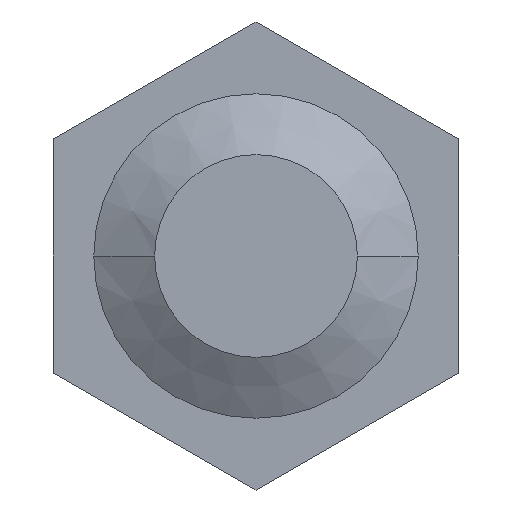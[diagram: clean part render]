
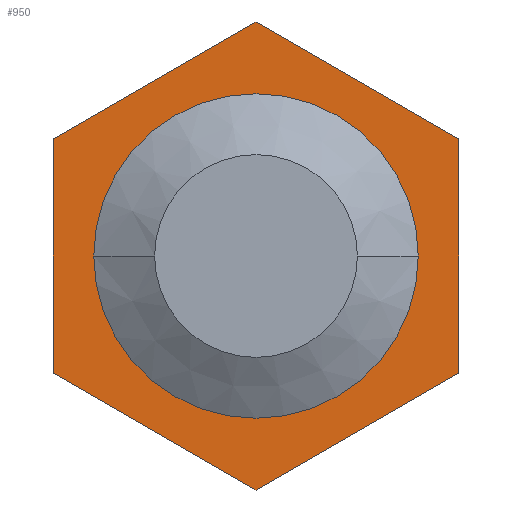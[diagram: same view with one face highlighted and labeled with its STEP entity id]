
A CAD part, left-side view. The second image highlights one B-rep face of the part: STEP entity #950.
In plain terms, the highlighted planar face has unit normal (-1, 0, 0).
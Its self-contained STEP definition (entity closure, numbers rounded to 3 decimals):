
#361=CARTESIAN_POINT('',(3.,0.,0.));
#362=DIRECTION('',(1.,0.,0.));
#363=DIRECTION('',(0.,-1.,0.));
#364=AXIS2_PLACEMENT_3D('',#361,#362,#363);
#443=DIRECTION('',(0.,0.,1.));
#444=VECTOR('',#443,16.512);
#445=CARTESIAN_POINT('',(3.,14.3,-8.256));
#446=LINE('',#445,#444);
#450=DIRECTION('',(0.,-0.866,0.5));
#451=VECTOR('',#450,16.512);
#452=CARTESIAN_POINT('',(3.,14.3,8.256));
#453=LINE('',#452,#451);
#457=DIRECTION('',(0.,-0.866,-0.5));
#458=VECTOR('',#457,16.512);
#459=CARTESIAN_POINT('',(3.,0.,16.512));
#460=LINE('',#459,#458);
#464=DIRECTION('',(0.,0.,-1.));
#465=VECTOR('',#464,16.512);
#466=CARTESIAN_POINT('',(3.,-14.3,8.256));
#467=LINE('',#466,#465);
#471=DIRECTION('',(0.,0.866,-0.5));
#472=VECTOR('',#471,16.512);
#473=CARTESIAN_POINT('',(3.,-14.3,-8.256));
#474=LINE('',#473,#472);
#478=DIRECTION('',(0.,0.866,0.5));
#479=VECTOR('',#478,16.512);
#480=CARTESIAN_POINT('',(3.,0.,-16.512));
#481=LINE('',#480,#479);
#569=CARTESIAN_POINT('',(3.,0.,0.));
#570=DIRECTION('',(1.,0.,0.));
#571=DIRECTION('',(0.,1.,0.));
#572=AXIS2_PLACEMENT_3D('',#569,#570,#571);
#797=CARTESIAN_POINT('',(3.,14.3,-8.256));
#798=CARTESIAN_POINT('',(3.,14.3,8.256));
#799=VERTEX_POINT('',#797);
#800=VERTEX_POINT('',#798);
#801=CARTESIAN_POINT('',(3.,0.,16.512));
#802=VERTEX_POINT('',#801);
#803=CARTESIAN_POINT('',(3.,-14.3,8.256));
#804=VERTEX_POINT('',#803);
#805=CARTESIAN_POINT('',(3.,-14.3,-8.256));
#806=VERTEX_POINT('',#805);
#807=CARTESIAN_POINT('',(3.,0.,-16.512));
#808=VERTEX_POINT('',#807);
#821=CARTESIAN_POINT('',(3.,11.,0.));
#822=CARTESIAN_POINT('',(3.,-11.,0.));
#823=VERTEX_POINT('',#821);
#824=VERTEX_POINT('',#822);
#926=CARTESIAN_POINT('',(3.,0.,0.));
#927=DIRECTION('',(1.,0.,0.));
#928=DIRECTION('',(0.,0.,-1.));
#929=AXIS2_PLACEMENT_3D('',#926,#927,#928);
#930=PLANE('',#929);
#932=ORIENTED_EDGE('',*,*,#931,.T.);
#934=ORIENTED_EDGE('',*,*,#933,.T.);
#936=ORIENTED_EDGE('',*,*,#935,.T.);
#938=ORIENTED_EDGE('',*,*,#937,.T.);
#940=ORIENTED_EDGE('',*,*,#939,.T.);
#942=ORIENTED_EDGE('',*,*,#941,.T.);
#943=EDGE_LOOP('',(#932,#934,#936,#938,#940,#942));
#944=FACE_OUTER_BOUND('',#943,.F.);
#946=ORIENTED_EDGE('',*,*,#945,.F.);
#947=ORIENTED_EDGE('',*,*,#884,.F.);
#948=EDGE_LOOP('',(#946,#947));
#949=FACE_BOUND('',#948,.F.);
#950=ADVANCED_FACE('',(#944,#949),#930,.F.);
#365=CIRCLE('',#364,11.);
#573=CIRCLE('',#572,11.);
#884=EDGE_CURVE('',#824,#823,#365,.T.);
#931=EDGE_CURVE('',#799,#800,#446,.T.);
#933=EDGE_CURVE('',#800,#802,#453,.T.);
#935=EDGE_CURVE('',#802,#804,#460,.T.);
#937=EDGE_CURVE('',#804,#806,#467,.T.);
#939=EDGE_CURVE('',#806,#808,#474,.T.);
#941=EDGE_CURVE('',#808,#799,#481,.T.);
#945=EDGE_CURVE('',#823,#824,#573,.T.);
